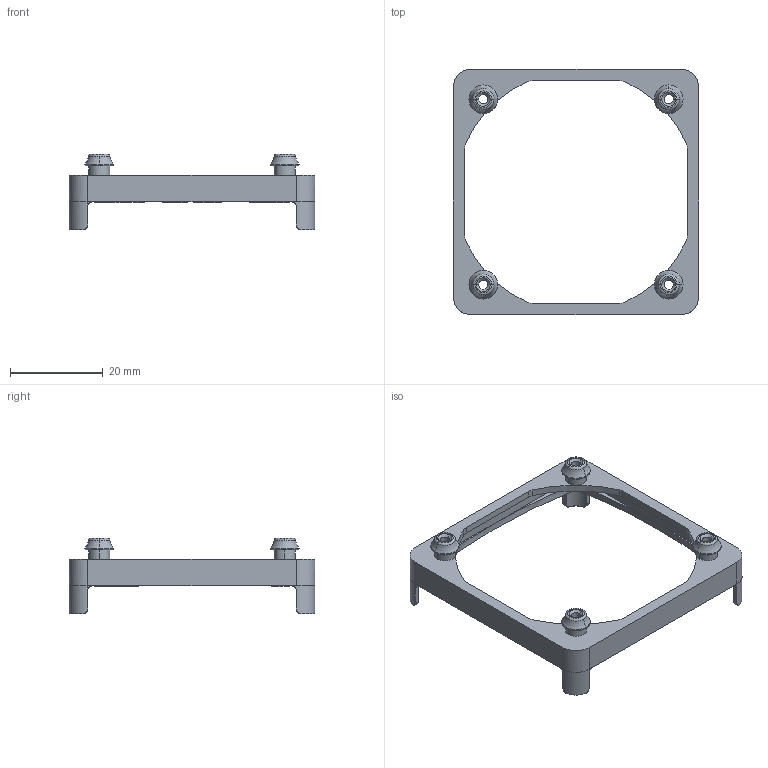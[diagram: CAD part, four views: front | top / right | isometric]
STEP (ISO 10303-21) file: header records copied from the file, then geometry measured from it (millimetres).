
FILE_DESCRIPTION((''),'2;1');
FILE_NAME('LM-50-25-20-F-B40.stp','2012-04-16T13:33:08',(''),(''),'Mechanical Desktop.R8.0.24.0','Mechanical Desktop.R8.0.24.0',', , ');
FILE_SCHEMA(('CONFIG_CONTROL_DESIGN'));
Length unit declared in the file: millimetre
Products named in the file (2): LM-50-25-20-F-B40 OVA; LM-50-25-20-F-B40 OV
Assembly tree (1 placements, depth 2):
  LM-50-25-20-F-B40 OVA
    LM-50-25-20-F-B40 OV
Bounding box: 53 x 53 x 16.25 mm (x, y, z)
Volume: 3036.5 mm3; surface area: 4881.4 mm2
Topology: 1 solids, 1 shells, 1017 faces, 2772 edges, 1819 vertices
Faces by surface type: bspline 497, plane 345, cylinder 115, torus 36, sphere 16, cone 8
Entity records: 35360 total; most frequent: CARTESIAN_POINT 12771, ORIENTED_EDGE 5512, DIRECTION 3137, EDGE_CURVE 2756, VERTEX_POINT 1819, VECTOR 1407, LINE 1407, EDGE_LOOP 1105
